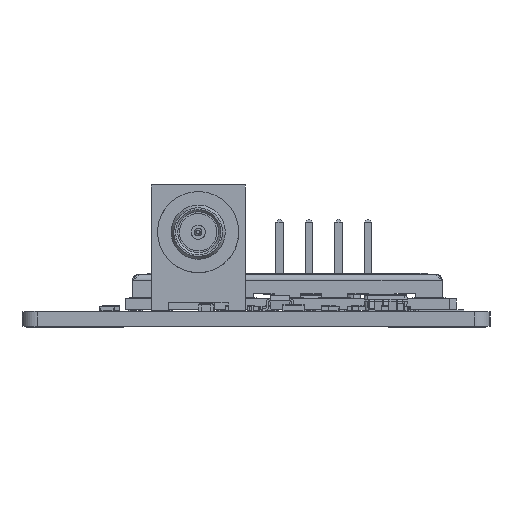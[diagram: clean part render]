
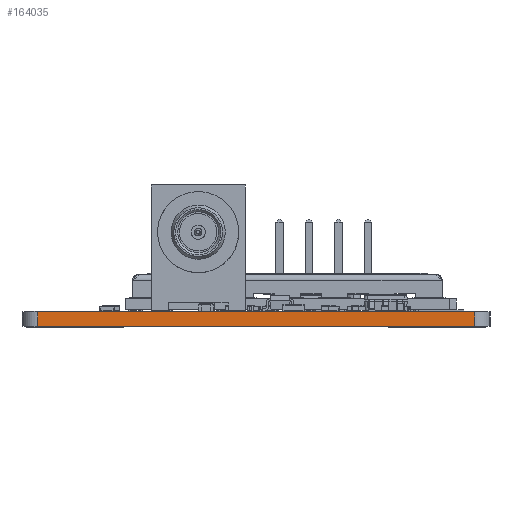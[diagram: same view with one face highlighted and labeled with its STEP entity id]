
A CAD part, left-side view. The second image highlights one B-rep face of the part: STEP entity #164035.
In plain terms, the highlighted planar face has unit normal (-1, 0, 0).
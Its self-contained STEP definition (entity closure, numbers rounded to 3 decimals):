
#7808 = CARTESIAN_POINT ( 'NONE',  ( -0.001, 1.049, 1. ) ) ;
#8571 = VECTOR ( 'NONE', #53986, 1000. ) ;
#13094 = CARTESIAN_POINT ( 'NONE',  ( -0.001, 1.049, 0. ) ) ;
#13705 = VERTEX_POINT ( 'NONE', #98844 ) ;
#17475 = AXIS2_PLACEMENT_3D ( 'NONE', #178507, #199613, #198839 ) ;
#39678 = ORIENTED_EDGE ( 'NONE', *, *, #171791, .T. ) ;
#51840 = LINE ( 'NONE', #180212, #153028 ) ;
#53986 = DIRECTION ( 'NONE',  ( 0., 0., -1. ) ) ;
#56575 = VERTEX_POINT ( 'NONE', #133904 ) ;
#60697 = CARTESIAN_POINT ( 'NONE',  ( -0.003, 30.68, 1. ) ) ;
#70678 = VERTEX_POINT ( 'NONE', #60697 ) ;
#82751 = LINE ( 'NONE', #13094, #146133 ) ;
#83180 = DIRECTION ( 'NONE',  ( 0., 0., -1. ) ) ;
#92323 = VECTOR ( 'NONE', #83180, 1000. ) ;
#98844 = CARTESIAN_POINT ( 'NONE',  ( -0.001, 1.049, 0. ) ) ;
#100161 = ORIENTED_EDGE ( 'NONE', *, *, #179593, .T. ) ;
#108894 = CARTESIAN_POINT ( 'NONE',  ( -0.001, 1.049, 1. ) ) ;
#110122 = VERTEX_POINT ( 'NONE', #7808 ) ;
#120569 = DIRECTION ( 'NONE',  ( 0., -1., 0. ) ) ;
#121896 = CARTESIAN_POINT ( 'NONE',  ( -0.003, 30.68, 1. ) ) ;
#131764 = EDGE_CURVE ( 'NONE', #110122, #13705, #135963, .T. ) ;
#133904 = CARTESIAN_POINT ( 'NONE',  ( -0.003, 30.68, 0. ) ) ;
#135963 = LINE ( 'NONE', #108894, #8571 ) ;
#141580 = LINE ( 'NONE', #121896, #92323 ) ;
#146133 = VECTOR ( 'NONE', #120569, 1000. ) ;
#153028 = VECTOR ( 'NONE', #164720, 1000. ) ;
#155659 = FACE_OUTER_BOUND ( 'NONE', #158143, .T. ) ;
#158143 = EDGE_LOOP ( 'NONE', ( #39678, #232809, #189584, #100161 ) ) ;
#164035 = ADVANCED_FACE ( 'NONE', ( #155659 ), #230449, .F. ) ;
#164720 = DIRECTION ( 'NONE',  ( 0., -1., 0. ) ) ;
#171791 = EDGE_CURVE ( 'NONE', #56575, #13705, #82751, .T. ) ;
#178507 = CARTESIAN_POINT ( 'NONE',  ( -0.001, 1.049, 1. ) ) ;
#179593 = EDGE_CURVE ( 'NONE', #70678, #56575, #141580, .T. ) ;
#180212 = CARTESIAN_POINT ( 'NONE',  ( -0.001, 1.049, 1. ) ) ;
#189584 = ORIENTED_EDGE ( 'NONE', *, *, #232052, .F. ) ;
#198839 = DIRECTION ( 'NONE',  ( 0., 1., 0. ) ) ;
#199613 = DIRECTION ( 'NONE',  ( 1., 0., 0. ) ) ;
#230449 = PLANE ( 'NONE',  #17475 ) ;
#232052 = EDGE_CURVE ( 'NONE', #70678, #110122, #51840, .T. ) ;
#232809 = ORIENTED_EDGE ( 'NONE', *, *, #131764, .F. ) ;
